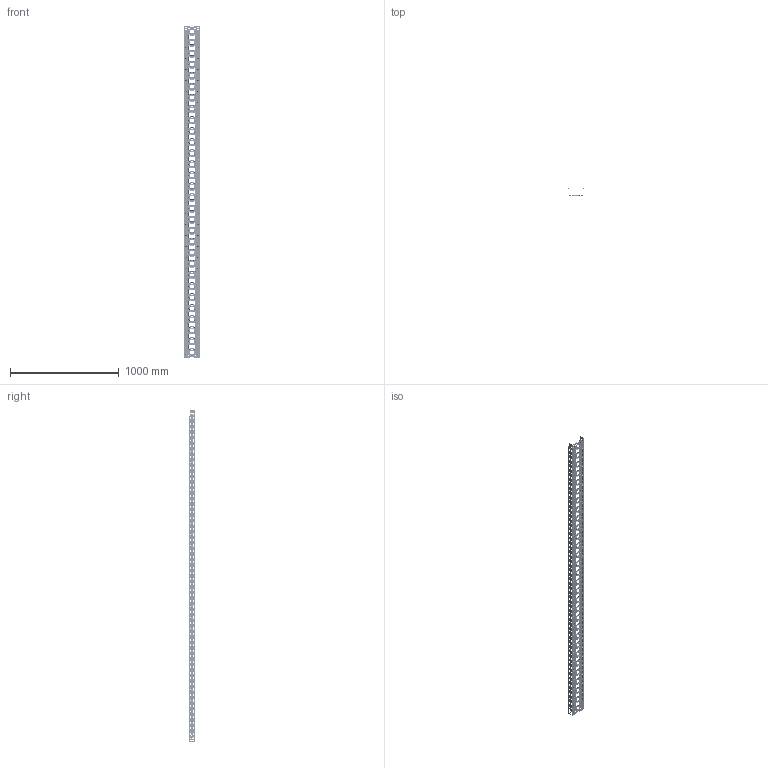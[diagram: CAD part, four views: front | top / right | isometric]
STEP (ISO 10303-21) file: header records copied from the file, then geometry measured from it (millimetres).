
FILE_DESCRIPTION (( 'STEP AP214' ), '1' );
FILE_NAME ('6059002.stp', '2021-06-21T07:55:57', ( '' ), ( '' ), 'SwSTEP 2.0', 'SolidWorks 2020', '' );
FILE_SCHEMA (( 'AUTOMOTIVE_DESIGN' ));
Products named in the file (1): 6059002
Bounding box: 153.5 x 63.46 x 3050 mm (x, y, z)
Volume: 791243.3 mm3; surface area: 1623606.4 mm2
Topology: 1 solids, 1 shells, 9013 faces, 22193 edges, 13398 vertices
Faces by surface type: cylinder 3407, plane 2500, torus 2052, cone 1030, bspline 20, sphere 4
Full cylindrical faces by diameter (mm): 11 x29
Entity records: 267848 total; most frequent: DIRECTION 51024, CARTESIAN_POINT 45258, ORIENTED_EDGE 44328, EDGE_CURVE 22164, AXIS2_PLACEMENT_3D 19916, VERTEX_POINT 13398, VECTOR 11192, LINE 11192
